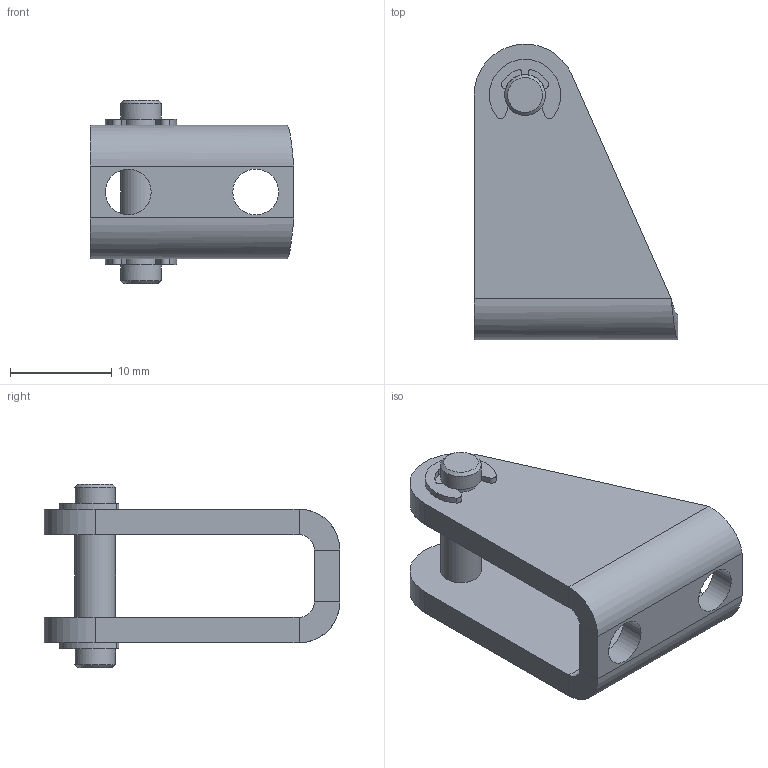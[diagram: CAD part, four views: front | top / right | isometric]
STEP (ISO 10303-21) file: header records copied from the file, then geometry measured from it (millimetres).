
FILE_DESCRIPTION((''),'2;1');
FILE_NAME('MCFI008.010.stp','2014-12-22T09:10:37',('carlo.corazza'),(''),'Autodesk Inventor 2012','Autodesk Inventor 2012','');
FILE_SCHEMA(('AUTOMOTIVE_DESIGN { 1 0 10303 214 1 1 1 1 }'));
Length unit declared in the file: millimetre
Products named in the file (1): MCFI008.010
Bounding box: 20 x 29 x 18 mm (x, y, z)
Volume: 2466.7 mm3; surface area: 2434.8 mm2
Topology: 1 solids, 1 shells, 87 faces, 221 edges, 134 vertices
Faces by surface type: cylinder 43, plane 40, cone 2, bspline 2
Full cylindrical faces by diameter (mm): 4 x3, 4.5 x2
Entity records: 2740 total; most frequent: CARTESIAN_POINT 490, DIRECTION 472, ORIENTED_EDGE 420, EDGE_CURVE 210, AXIS2_PLACEMENT_3D 180, VERTEX_POINT 130, VECTOR 112, LINE 112
